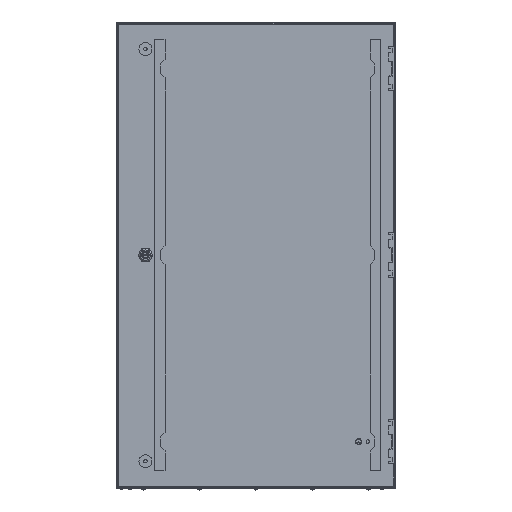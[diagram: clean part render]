
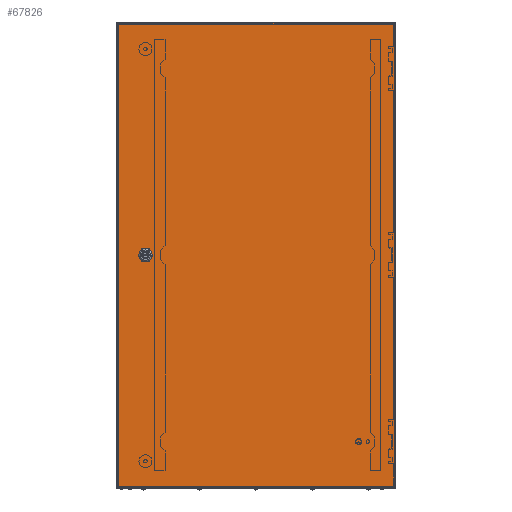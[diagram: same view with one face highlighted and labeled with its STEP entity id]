
A CAD part, top view. The second image highlights one B-rep face of the part: STEP entity #67826.
In plain terms, the highlighted planar face has unit normal (0, 0, 1).
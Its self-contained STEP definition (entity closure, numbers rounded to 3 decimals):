
#483 = CARTESIAN_POINT ( 'NONE',  ( 67.926, 510.05, 17. ) ) ;
#634 = ORIENTED_EDGE ( 'NONE', *, *, #90192, .F. ) ;
#3199 = ORIENTED_EDGE ( 'NONE', *, *, #28831, .F. ) ;
#4307 = CARTESIAN_POINT ( 'NONE',  ( 72.92, 505.056, 17. ) ) ;
#5878 = EDGE_LOOP ( 'NONE', ( #32092, #45243, #48466, #37544 ) ) ;
#5901 = DIRECTION ( 'NONE',  ( 1., 0., 0. ) ) ;
#6116 = CARTESIAN_POINT ( 'NONE',  ( 67.926, 489.95, 17. ) ) ;
#7321 = VERTEX_POINT ( 'NONE', #85246 ) ;
#7454 = DIRECTION ( 'NONE',  ( 1., 0., 0. ) ) ;
#9268 = DIRECTION ( 'NONE',  ( 0., -1., 0. ) ) ;
#9482 = CARTESIAN_POINT ( 'NONE',  ( 52.82, 505.056, 17. ) ) ;
#10010 = EDGE_CURVE ( 'NONE', #60729, #12205, #59142, .T. ) ;
#11158 = CARTESIAN_POINT ( 'NONE',  ( 596.87, 997., 17. ) ) ;
#11345 = ORIENTED_EDGE ( 'NONE', *, *, #24581, .F. ) ;
#12205 = VERTEX_POINT ( 'NONE', #9482 ) ;
#12802 = VECTOR ( 'NONE', #47594, 1000. ) ;
#12936 = CARTESIAN_POINT ( 'NONE',  ( 72.92, 494.944, 17. ) ) ;
#13106 = AXIS2_PLACEMENT_3D ( 'NONE', #83637, #26663, #21154 ) ;
#16600 = EDGE_CURVE ( 'NONE', #41672, #54749, #35640, .T. ) ;
#17222 = VERTEX_POINT ( 'NONE', #25856 ) ;
#17483 = CARTESIAN_POINT ( 'NONE',  ( 52.82, 494.944, 17. ) ) ;
#19851 = AXIS2_PLACEMENT_3D ( 'NONE', #39408, #32149, #31217 ) ;
#21154 = DIRECTION ( 'NONE',  ( 1., 0., 0. ) ) ;
#22888 = CARTESIAN_POINT ( 'NONE',  ( 62.87, 500., 17. ) ) ;
#23666 = ORIENTED_EDGE ( 'NONE', *, *, #26974, .F. ) ;
#24405 = DIRECTION ( 'NONE',  ( 0., 1., 0. ) ) ;
#24581 = EDGE_CURVE ( 'NONE', #57450, #70305, #34985, .T. ) ;
#25228 = LINE ( 'NONE', #17483, #87668 ) ;
#25279 = VERTEX_POINT ( 'NONE', #85206 ) ;
#25856 = CARTESIAN_POINT ( 'NONE',  ( 72.92, 494.944, 17. ) ) ;
#26663 = DIRECTION ( 'NONE',  ( 0., 0., 1. ) ) ;
#26974 = EDGE_CURVE ( 'NONE', #12205, #57450, #25228, .T. ) ;
#28831 = EDGE_CURVE ( 'NONE', #73228, #60729, #76235, .T. ) ;
#28914 = ORIENTED_EDGE ( 'NONE', *, *, #10010, .F. ) ;
#29128 = DIRECTION ( 'NONE',  ( 1., 0., 0. ) ) ;
#29589 = CARTESIAN_POINT ( 'NONE',  ( 62.87, 500., 17. ) ) ;
#31035 = CARTESIAN_POINT ( 'NONE',  ( 2.87, 3., 17. ) ) ;
#31217 = DIRECTION ( 'NONE',  ( 1., 0., 0. ) ) ;
#32092 = ORIENTED_EDGE ( 'NONE', *, *, #16600, .T. ) ;
#32149 = DIRECTION ( 'NONE',  ( 0., 0., 1. ) ) ;
#33759 = VECTOR ( 'NONE', #40740, 1000. ) ;
#34773 = DIRECTION ( 'NONE',  ( -1., 0., 0. ) ) ;
#34985 = CIRCLE ( 'NONE', #13106, 11.25 ) ;
#35607 = VECTOR ( 'NONE', #34773, 1000. ) ;
#35640 = LINE ( 'NONE', #44178, #43709 ) ;
#35956 = CIRCLE ( 'NONE', #86889, 11.25 ) ;
#35989 = ORIENTED_EDGE ( 'NONE', *, *, #36045, .F. ) ;
#36045 = EDGE_CURVE ( 'NONE', #70305, #43972, #83636, .T. ) ;
#36619 = AXIS2_PLACEMENT_3D ( 'NONE', #61532, #66600, #5901 ) ;
#37233 = CARTESIAN_POINT ( 'NONE',  ( 57.814, 489.95, 17. ) ) ;
#37544 = ORIENTED_EDGE ( 'NONE', *, *, #50525, .T. ) ;
#38061 = AXIS2_PLACEMENT_3D ( 'NONE', #22888, #77639, #64365 ) ;
#39253 = FACE_BOUND ( 'NONE', #42827, .T. ) ;
#39408 = CARTESIAN_POINT ( 'NONE',  ( 62.87, 500., 17. ) ) ;
#40476 = CARTESIAN_POINT ( 'NONE',  ( 2.87, 997., 17. ) ) ;
#40740 = DIRECTION ( 'NONE',  ( 0., 1., 0. ) ) ;
#41672 = VERTEX_POINT ( 'NONE', #40476 ) ;
#42827 = EDGE_LOOP ( 'NONE', ( #634, #81606, #72420, #35989, #11345, #23666, #28914, #3199 ) ) ;
#43469 = CARTESIAN_POINT ( 'NONE',  ( 57.814, 510.05, 17. ) ) ;
#43709 = VECTOR ( 'NONE', #84385, 1000. ) ;
#43972 = VERTEX_POINT ( 'NONE', #82266 ) ;
#44178 = CARTESIAN_POINT ( 'NONE',  ( 2.87, 997., 17. ) ) ;
#45243 = ORIENTED_EDGE ( 'NONE', *, *, #73511, .T. ) ;
#47387 = PLANE ( 'NONE',  #36619 ) ;
#47594 = DIRECTION ( 'NONE',  ( 1., 0., 0. ) ) ;
#48466 = ORIENTED_EDGE ( 'NONE', *, *, #85170, .T. ) ;
#49571 = VECTOR ( 'NONE', #67074, 1000. ) ;
#50525 = EDGE_CURVE ( 'NONE', #7321, #41672, #88088, .T. ) ;
#51094 = EDGE_CURVE ( 'NONE', #17222, #55587, #81374, .T. ) ;
#53404 = VECTOR ( 'NONE', #7454, 1000. ) ;
#54749 = VERTEX_POINT ( 'NONE', #31035 ) ;
#55587 = VERTEX_POINT ( 'NONE', #4307 ) ;
#57450 = VERTEX_POINT ( 'NONE', #70436 ) ;
#59142 = CIRCLE ( 'NONE', #19851, 11.25 ) ;
#60729 = VERTEX_POINT ( 'NONE', #43469 ) ;
#61532 = CARTESIAN_POINT ( 'NONE',  ( 0., 0., 17. ) ) ;
#62191 = CARTESIAN_POINT ( 'NONE',  ( 2.87, 3., 17. ) ) ;
#63302 = CARTESIAN_POINT ( 'NONE',  ( 67.926, 510.05, 17. ) ) ;
#64365 = DIRECTION ( 'NONE',  ( 1., 0., 0. ) ) ;
#64644 = DIRECTION ( 'NONE',  ( 0., 0., 1. ) ) ;
#66600 = DIRECTION ( 'NONE',  ( 0., 0., 1. ) ) ;
#67074 = DIRECTION ( 'NONE',  ( -1., 0., 0. ) ) ;
#67826 = ADVANCED_FACE ( 'NONE', ( #39253, #81207 ), #47387, .T. ) ;
#70305 = VERTEX_POINT ( 'NONE', #37233 ) ;
#70436 = CARTESIAN_POINT ( 'NONE',  ( 52.82, 494.944, 17. ) ) ;
#71527 = CIRCLE ( 'NONE', #38061, 11.25 ) ;
#72420 = ORIENTED_EDGE ( 'NONE', *, *, #74386, .F. ) ;
#73228 = VERTEX_POINT ( 'NONE', #63302 ) ;
#73511 = EDGE_CURVE ( 'NONE', #54749, #25279, #84092, .T. ) ;
#74386 = EDGE_CURVE ( 'NONE', #43972, #17222, #35956, .T. ) ;
#76235 = LINE ( 'NONE', #483, #35607 ) ;
#76418 = VECTOR ( 'NONE', #24405, 1000. ) ;
#77639 = DIRECTION ( 'NONE',  ( 0., 0., 1. ) ) ;
#79601 = LINE ( 'NONE', #11158, #76418 ) ;
#81207 = FACE_OUTER_BOUND ( 'NONE', #5878, .T. ) ;
#81374 = LINE ( 'NONE', #12936, #33759 ) ;
#81606 = ORIENTED_EDGE ( 'NONE', *, *, #51094, .F. ) ;
#82266 = CARTESIAN_POINT ( 'NONE',  ( 67.926, 489.95, 17. ) ) ;
#83636 = LINE ( 'NONE', #6116, #12802 ) ;
#83637 = CARTESIAN_POINT ( 'NONE',  ( 62.87, 500., 17. ) ) ;
#84092 = LINE ( 'NONE', #62191, #53404 ) ;
#84385 = DIRECTION ( 'NONE',  ( 0., -1., 0. ) ) ;
#85170 = EDGE_CURVE ( 'NONE', #25279, #7321, #79601, .T. ) ;
#85206 = CARTESIAN_POINT ( 'NONE',  ( 596.87, 3., 17. ) ) ;
#85246 = CARTESIAN_POINT ( 'NONE',  ( 596.87, 997., 17. ) ) ;
#86889 = AXIS2_PLACEMENT_3D ( 'NONE', #29589, #64644, #29128 ) ;
#87634 = CARTESIAN_POINT ( 'NONE',  ( 2.87, 997., 17. ) ) ;
#87668 = VECTOR ( 'NONE', #9268, 1000. ) ;
#88088 = LINE ( 'NONE', #87634, #49571 ) ;
#90192 = EDGE_CURVE ( 'NONE', #55587, #73228, #71527, .T. ) ;
